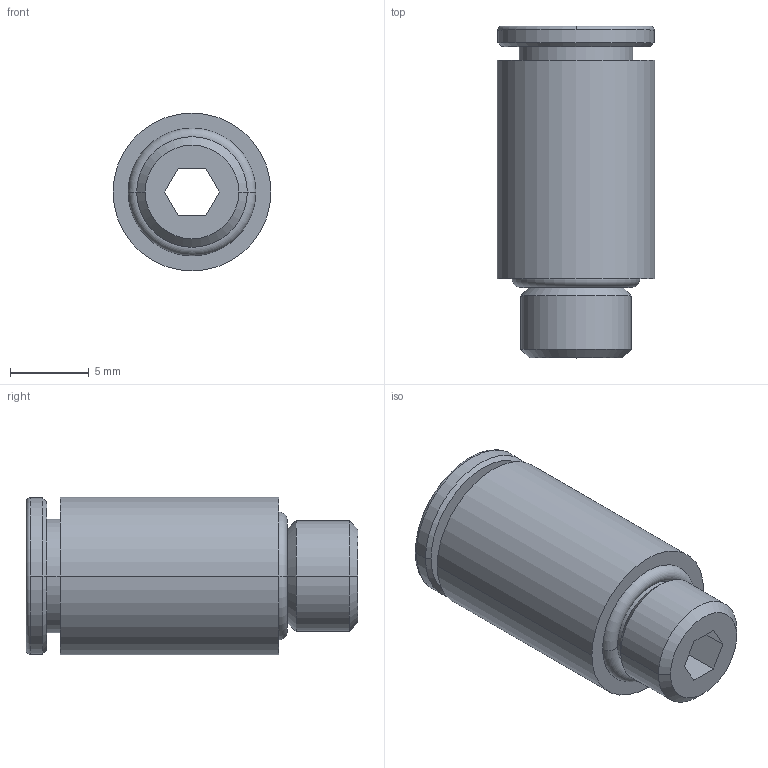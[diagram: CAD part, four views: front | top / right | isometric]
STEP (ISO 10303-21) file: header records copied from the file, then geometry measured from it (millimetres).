
FILE_DESCRIPTION(('STEP AP214'),'1');
FILE_NAME('3181_06_55.stp','2016-07-07T14:59:07',('TraceParts'),('TraceParts S.A.'),'Spatial InterOp 3D',' ',' ');
FILE_SCHEMA(('automotive_design'));
Length unit declared in the file: millimetre
Products named in the file (1): 1
Bounding box: 10 x 21 x 10 mm (x, y, z)
Volume: 940.5 mm3; surface area: 1174.9 mm2
Topology: 1 solids, 1 shells, 34 faces, 75 edges, 47 vertices
Faces by surface type: cylinder 12, plane 12, cone 6, torus 4
Entity records: 965 total; most frequent: DIRECTION 184, CARTESIAN_POINT 157, ORIENTED_EDGE 150, EDGE_CURVE 75, AXIS2_PLACEMENT_3D 74, VERTEX_POINT 47, EDGE_LOOP 40, CIRCLE 39
